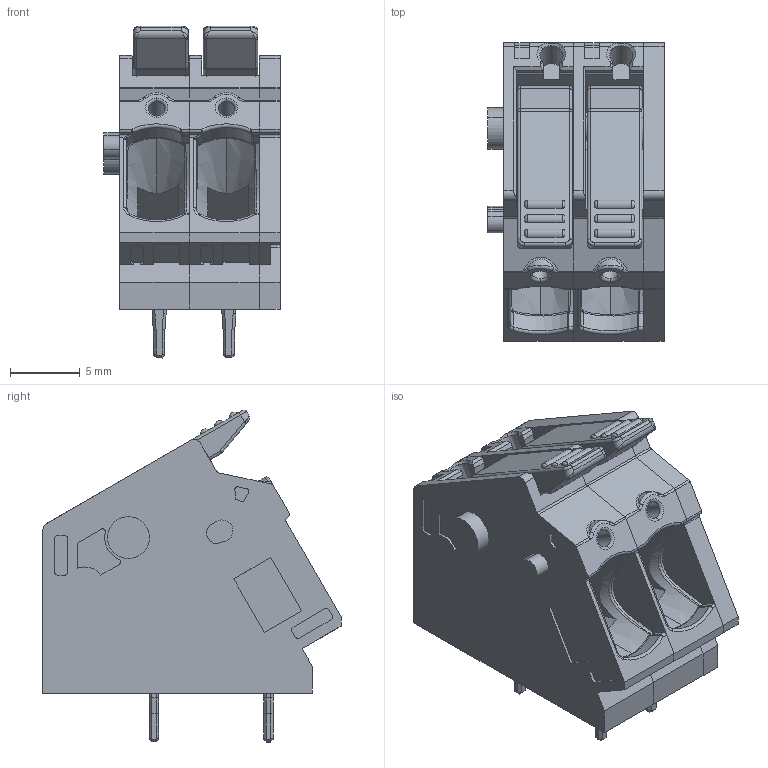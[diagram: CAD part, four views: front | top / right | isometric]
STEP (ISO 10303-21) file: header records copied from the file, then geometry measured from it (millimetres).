
FILE_DESCRIPTION(('Creo Elements/Direct Modeling STEP Export'),'2;1');
FILE_NAME('model.stp','2022-10-24T 9:26:30',(''),(''),'Creo Elements/Direct Modeling STEP processor for AP214 (Solid Model)','Creo Elements/Direct Modeling 20.1D 10-Oct-2020 (C) Parametric Technology GmbH','');
FILE_SCHEMA(('AUTOMOTIVE_DESIGN { 1 0 10303 214 1 1 1 1 }'));
Length unit declared in the file: millimetre
Products named in the file (5): AC_LPT_2_5_LEVER; LP_LPT_2_5_3_50.2; PK_LPTA_2_5_5_00.2; DK_LPTA_2_5_5_00; LPTA_2_5-2-5_00
Assembly tree (9 placements, depth 2):
  LPTA_2_5-2-5_00
    LP_LPT_2_5_3_50.2  x4
    AC_LPT_2_5_LEVER  x2
    PK_LPTA_2_5_5_00.2  x2
    DK_LPTA_2_5_5_00
Bounding box: 12.63 x 21.35 x 23.78 mm (x, y, z)
Volume: 2743.1 mm3; surface area: 3542.5 mm2
Topology: 9 solids, 9 shells, 1151 faces, 2973 edges, 1888 vertices
Faces by surface type: plane 735, cylinder 221, bspline 88, torus 44, extrusion 37, sphere 18, cone 8
Entity records: 37917 total; most frequent: CARTESIAN_POINT 13820, ORIENTED_EDGE 3934, DIRECTION 3332, EDGE_CURVE 1967, VECTOR 1524, LINE 1490, VERTEX_POINT 1277, AXIS2_PLACEMENT_3D 904
